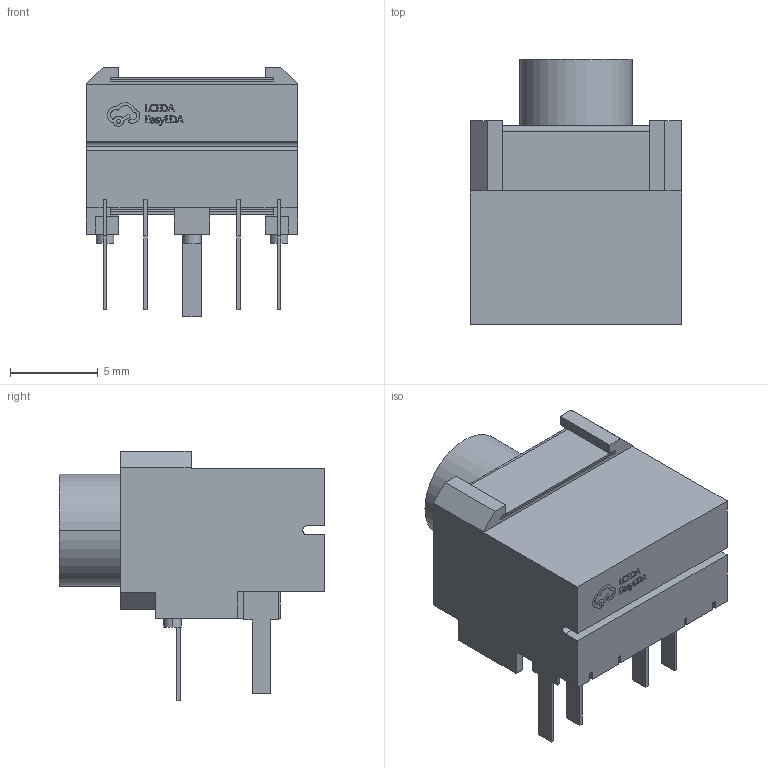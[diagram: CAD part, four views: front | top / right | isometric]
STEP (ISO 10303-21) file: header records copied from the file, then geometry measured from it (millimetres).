
FILE_DESCRIPTION (( 'STEP AP214' ), '1' );
FILE_NAME ('AUDIO-TH_PJ-3062-G.step', '2022-06-16T10:38:26', ( '' ), ( '' ), 'SwSTEP 2.0', 'SolidWorks 2020', '' );
FILE_SCHEMA (( 'AUTOMOTIVE_DESIGN' ));
Length unit declared in the file: millimetre
Products named in the file (1): AUDIO-TH_PJ-3062-G
Bounding box: 12 x 15.11 x 14.2 mm (x, y, z)
Volume: 1013.7 mm3; surface area: 1560 mm2
Topology: 7 solids, 7 shells, 455 faces, 1200 edges, 792 vertices
Faces by surface type: plane 317, bspline 112, cylinder 24, cone 2
Entity records: 20187 total; most frequent: CARTESIAN_POINT 4552, ORIENTED_EDGE 2400, DIRECTION 1712, EDGE_CURVE 1200, VECTOR 920, LINE 920, VERTEX_POINT 792, EDGE_LOOP 492
